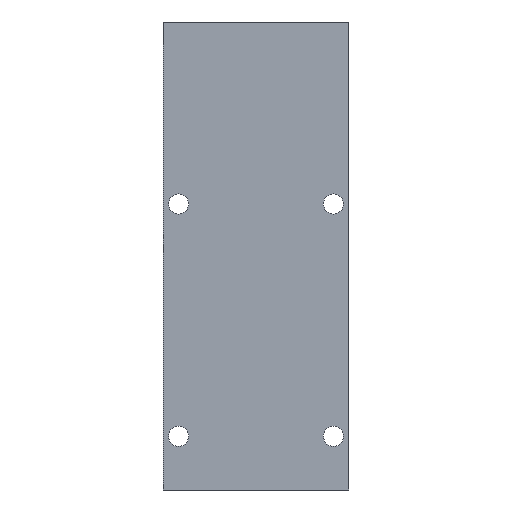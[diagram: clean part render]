
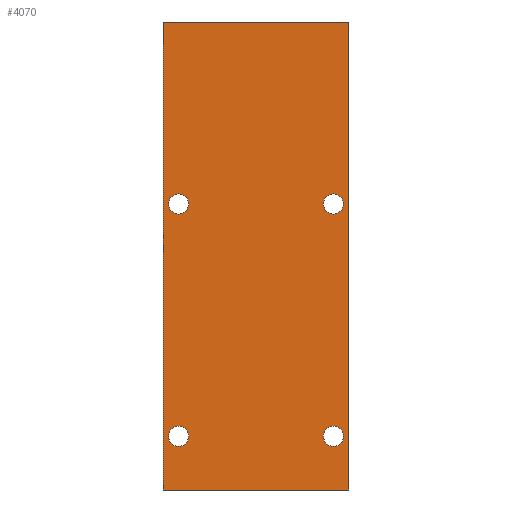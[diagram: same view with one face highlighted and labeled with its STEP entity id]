
A CAD part, front view. The second image highlights one B-rep face of the part: STEP entity #4070.
In plain terms, the highlighted planar face has unit normal (0, -1, 0).
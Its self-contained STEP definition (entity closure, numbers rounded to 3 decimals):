
#15 = CARTESIAN_POINT ( 'NONE',  ( -17.78, 3.175, -62.521 ) ) ;
#150 = ORIENTED_EDGE ( 'NONE', *, *, #2993, .F. ) ;
#190 = DIRECTION ( 'NONE',  ( 0., -1., 0. ) ) ;
#200 = CARTESIAN_POINT ( 'NONE',  ( -14.875, 3.175, -142.095 ) ) ;
#206 = DIRECTION ( 'NONE',  ( 0., 0., -1. ) ) ;
#211 = CARTESIAN_POINT ( 'NONE',  ( 14.875, 3.175, -95.54 ) ) ;
#244 = FACE_OUTER_BOUND ( 'NONE', #2370, .T. ) ;
#317 = LINE ( 'NONE', #382, #2583 ) ;
#382 = CARTESIAN_POINT ( 'NONE',  ( -17.78, 3.175, -62.521 ) ) ;
#431 = CARTESIAN_POINT ( 'NONE',  ( 14.875, 3.175, -142.095 ) ) ;
#434 = CIRCLE ( 'NONE', #4303, 1.93 ) ;
#480 = FACE_BOUND ( 'NONE', #890, .T. ) ;
#507 = CARTESIAN_POINT ( 'NONE',  ( -14.875, 3.175, -144.025 ) ) ;
#552 = DIRECTION ( 'NONE',  ( 0., 0., 1. ) ) ;
#766 = DIRECTION ( 'NONE',  ( 1., 0., 0. ) ) ;
#781 = AXIS2_PLACEMENT_3D ( 'NONE', #3761, #1495, #4126 ) ;
#791 = CIRCLE ( 'NONE', #818, 1.93 ) ;
#811 = DIRECTION ( 'NONE',  ( 0., 0., -1. ) ) ;
#818 = AXIS2_PLACEMENT_3D ( 'NONE', #200, #190, #206 ) ;
#885 = CIRCLE ( 'NONE', #781, 1.93 ) ;
#890 = EDGE_LOOP ( 'NONE', ( #150, #4125 ) ) ;
#920 = VERTEX_POINT ( 'NONE', #15 ) ;
#1011 = EDGE_CURVE ( 'NONE', #3190, #1477, #434, .T. ) ;
#1033 = VECTOR ( 'NONE', #3155, 1000. ) ;
#1173 = ORIENTED_EDGE ( 'NONE', *, *, #1369, .F. ) ;
#1264 = FACE_BOUND ( 'NONE', #4614, .T. ) ;
#1299 = AXIS2_PLACEMENT_3D ( 'NONE', #4497, #2278, #4821 ) ;
#1309 = PLANE ( 'NONE',  #1488 ) ;
#1369 = EDGE_CURVE ( 'NONE', #3971, #3640, #791, .T. ) ;
#1477 = VERTEX_POINT ( 'NONE', #4475 ) ;
#1480 = CARTESIAN_POINT ( 'NONE',  ( 14.875, 3.175, -140.165 ) ) ;
#1488 = AXIS2_PLACEMENT_3D ( 'NONE', #3594, #2837, #552 ) ;
#1490 = EDGE_CURVE ( 'NONE', #3269, #2120, #4222, .T. ) ;
#1495 = DIRECTION ( 'NONE',  ( 0., -1., 0. ) ) ;
#1529 = VERTEX_POINT ( 'NONE', #4223 ) ;
#1547 = DIRECTION ( 'NONE',  ( 0., -1., 0. ) ) ;
#1589 = AXIS2_PLACEMENT_3D ( 'NONE', #431, #3109, #811 ) ;
#1627 = EDGE_CURVE ( 'NONE', #1529, #3941, #2754, .T. ) ;
#1665 = CARTESIAN_POINT ( 'NONE',  ( -14.875, 3.175, -97.47 ) ) ;
#1765 = EDGE_CURVE ( 'NONE', #3558, #3941, #2067, .T. ) ;
#1942 = DIRECTION ( 'NONE',  ( 0., 0., -1. ) ) ;
#1949 = CARTESIAN_POINT ( 'NONE',  ( -17.78, 3.175, 152.4 ) ) ;
#2006 = CARTESIAN_POINT ( 'NONE',  ( 17.78, 3.175, -152.4 ) ) ;
#2021 = EDGE_CURVE ( 'NONE', #920, #1529, #4791, .T. ) ;
#2024 = CARTESIAN_POINT ( 'NONE',  ( -14.875, 3.175, -99.4 ) ) ;
#2055 = DIRECTION ( 'NONE',  ( 0., 0., -1. ) ) ;
#2067 = LINE ( 'NONE', #3255, #1033 ) ;
#2120 = VERTEX_POINT ( 'NONE', #1480 ) ;
#2123 = AXIS2_PLACEMENT_3D ( 'NONE', #4386, #4376, #4360 ) ;
#2233 = CIRCLE ( 'NONE', #1589, 1.93 ) ;
#2278 = DIRECTION ( 'NONE',  ( 0., -1., 0. ) ) ;
#2341 = ORIENTED_EDGE ( 'NONE', *, *, #3896, .F. ) ;
#2370 = EDGE_LOOP ( 'NONE', ( #3330, #3570, #4595, #3076 ) ) ;
#2399 = FACE_BOUND ( 'NONE', #3681, .T. ) ;
#2488 = ORIENTED_EDGE ( 'NONE', *, *, #3443, .F. ) ;
#2549 = ORIENTED_EDGE ( 'NONE', *, *, #1490, .F. ) ;
#2583 = VECTOR ( 'NONE', #766, 1000. ) ;
#2754 = LINE ( 'NONE', #3966, #4593 ) ;
#2782 = VERTEX_POINT ( 'NONE', #3771 ) ;
#2837 = DIRECTION ( 'NONE',  ( 0., 1., 0. ) ) ;
#2923 = ORIENTED_EDGE ( 'NONE', *, *, #1011, .F. ) ;
#2954 = CARTESIAN_POINT ( 'NONE',  ( 14.875, 3.175, -144.025 ) ) ;
#2993 = EDGE_CURVE ( 'NONE', #3982, #2782, #4378, .T. ) ;
#3076 = ORIENTED_EDGE ( 'NONE', *, *, #1627, .T. ) ;
#3109 = DIRECTION ( 'NONE',  ( 0., -1., 0. ) ) ;
#3155 = DIRECTION ( 'NONE',  ( 0., 0., -1. ) ) ;
#3190 = VERTEX_POINT ( 'NONE', #211 ) ;
#3255 = CARTESIAN_POINT ( 'NONE',  ( 17.78, 3.175, 152.4 ) ) ;
#3269 = VERTEX_POINT ( 'NONE', #2954 ) ;
#3330 = ORIENTED_EDGE ( 'NONE', *, *, #1765, .F. ) ;
#3392 = EDGE_LOOP ( 'NONE', ( #3571, #1173 ) ) ;
#3412 = FACE_BOUND ( 'NONE', #3392, .T. ) ;
#3443 = EDGE_CURVE ( 'NONE', #1477, #3190, #3852, .T. ) ;
#3534 = AXIS2_PLACEMENT_3D ( 'NONE', #3814, #1547, #4185 ) ;
#3558 = VERTEX_POINT ( 'NONE', #3855 ) ;
#3570 = ORIENTED_EDGE ( 'NONE', *, *, #3825, .F. ) ;
#3571 = ORIENTED_EDGE ( 'NONE', *, *, #3746, .F. ) ;
#3579 = CIRCLE ( 'NONE', #1299, 1.93 ) ;
#3594 = CARTESIAN_POINT ( 'NONE',  ( 17.78, 3.175, 152.4 ) ) ;
#3640 = VERTEX_POINT ( 'NONE', #507 ) ;
#3681 = EDGE_LOOP ( 'NONE', ( #2488, #2923 ) ) ;
#3718 = EDGE_CURVE ( 'NONE', #2782, #3982, #885, .T. ) ;
#3746 = EDGE_CURVE ( 'NONE', #3640, #3971, #3579, .T. ) ;
#3761 = CARTESIAN_POINT ( 'NONE',  ( -14.875, 3.175, -97.47 ) ) ;
#3771 = CARTESIAN_POINT ( 'NONE',  ( -14.875, 3.175, -95.54 ) ) ;
#3814 = CARTESIAN_POINT ( 'NONE',  ( 14.875, 3.175, -97.47 ) ) ;
#3825 = EDGE_CURVE ( 'NONE', #920, #3558, #317, .T. ) ;
#3852 = CIRCLE ( 'NONE', #3534, 1.93 ) ;
#3855 = CARTESIAN_POINT ( 'NONE',  ( 17.78, 3.175, -62.521 ) ) ;
#3870 = VECTOR ( 'NONE', #1942, 1000. ) ;
#3877 = DIRECTION ( 'NONE',  ( 1., 0., 0. ) ) ;
#3896 = EDGE_CURVE ( 'NONE', #2120, #3269, #2233, .T. ) ;
#3941 = VERTEX_POINT ( 'NONE', #2006 ) ;
#3966 = CARTESIAN_POINT ( 'NONE',  ( 17.78, 3.175, -152.4 ) ) ;
#3971 = VERTEX_POINT ( 'NONE', #4594 ) ;
#3982 = VERTEX_POINT ( 'NONE', #2024 ) ;
#4070 = ADVANCED_FACE ( 'NONE', ( #1264, #3412, #2399, #480, #244 ), #1309, .F. ) ;
#4125 = ORIENTED_EDGE ( 'NONE', *, *, #3718, .F. ) ;
#4126 = DIRECTION ( 'NONE',  ( 0., 0., -1. ) ) ;
#4185 = DIRECTION ( 'NONE',  ( 0., 0., -1. ) ) ;
#4222 = CIRCLE ( 'NONE', #2123, 1.93 ) ;
#4223 = CARTESIAN_POINT ( 'NONE',  ( -17.78, 3.175, -152.4 ) ) ;
#4282 = DIRECTION ( 'NONE',  ( 0., -1., 0. ) ) ;
#4303 = AXIS2_PLACEMENT_3D ( 'NONE', #4714, #4706, #4600 ) ;
#4360 = DIRECTION ( 'NONE',  ( 0., 0., -1. ) ) ;
#4376 = DIRECTION ( 'NONE',  ( 0., -1., 0. ) ) ;
#4378 = CIRCLE ( 'NONE', #4658, 1.93 ) ;
#4386 = CARTESIAN_POINT ( 'NONE',  ( 14.875, 3.175, -142.095 ) ) ;
#4475 = CARTESIAN_POINT ( 'NONE',  ( 14.875, 3.175, -99.4 ) ) ;
#4497 = CARTESIAN_POINT ( 'NONE',  ( -14.875, 3.175, -142.095 ) ) ;
#4593 = VECTOR ( 'NONE', #3877, 1000. ) ;
#4594 = CARTESIAN_POINT ( 'NONE',  ( -14.875, 3.175, -140.165 ) ) ;
#4595 = ORIENTED_EDGE ( 'NONE', *, *, #2021, .T. ) ;
#4600 = DIRECTION ( 'NONE',  ( 0., 0., -1. ) ) ;
#4614 = EDGE_LOOP ( 'NONE', ( #2549, #2341 ) ) ;
#4658 = AXIS2_PLACEMENT_3D ( 'NONE', #1665, #4282, #2055 ) ;
#4706 = DIRECTION ( 'NONE',  ( 0., -1., 0. ) ) ;
#4714 = CARTESIAN_POINT ( 'NONE',  ( 14.875, 3.175, -97.47 ) ) ;
#4791 = LINE ( 'NONE', #1949, #3870 ) ;
#4821 = DIRECTION ( 'NONE',  ( 0., 0., -1. ) ) ;
